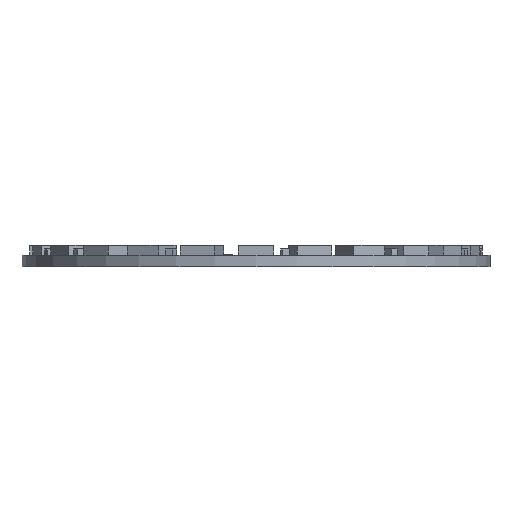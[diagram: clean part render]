
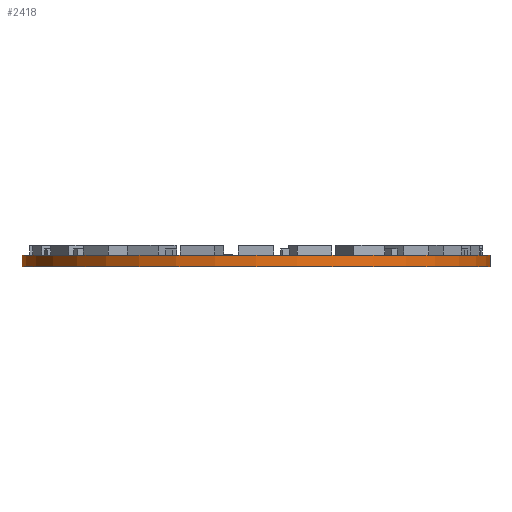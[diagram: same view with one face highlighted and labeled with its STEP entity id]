
A CAD part, front view. The second image highlights one B-rep face of the part: STEP entity #2418.
In plain terms, the highlighted cylindrical face has radius 32.766 mm (diameter 65.532 mm), a full revolution.
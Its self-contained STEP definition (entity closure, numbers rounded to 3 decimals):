
#483=FACE_OUTER_BOUND('',#584,.T.);
#584=EDGE_LOOP('',(#1934,#1935,#1936,#1937,#1938,#1939));
#842=LINE('',#4085,#958);
#958=VECTOR('',#3404,32.766);
#1152=CIRCLE('',#2761,32.766);
#1153=CIRCLE('',#2762,32.766);
#1154=CIRCLE('',#2763,32.766);
#1155=CIRCLE('',#2764,32.766);
#1314=VERTEX_POINT('',#4080);
#1315=VERTEX_POINT('',#4081);
#1316=VERTEX_POINT('',#4084);
#1317=VERTEX_POINT('',#4086);
#1578=EDGE_CURVE('',#1314,#1315,#1152,.T.);
#1579=EDGE_CURVE('',#1315,#1314,#1153,.T.);
#1580=EDGE_CURVE('',#1315,#1316,#842,.T.);
#1581=EDGE_CURVE('',#1316,#1317,#1154,.T.);
#1582=EDGE_CURVE('',#1317,#1316,#1155,.T.);
#1934=ORIENTED_EDGE('',*,*,#1578,.F.);
#1935=ORIENTED_EDGE('',*,*,#1579,.F.);
#1936=ORIENTED_EDGE('',*,*,#1580,.T.);
#1937=ORIENTED_EDGE('',*,*,#1581,.T.);
#1938=ORIENTED_EDGE('',*,*,#1582,.T.);
#1939=ORIENTED_EDGE('',*,*,#1580,.F.);
#2256=CYLINDRICAL_SURFACE('',#2760,32.766);
#2418=ADVANCED_FACE('',(#483),#2256,.T.);
#2760=AXIS2_PLACEMENT_3D('',#4079,#3398,#3399);
#2761=AXIS2_PLACEMENT_3D('',#4082,#3400,#3401);
#2762=AXIS2_PLACEMENT_3D('',#4083,#3402,#3403);
#2763=AXIS2_PLACEMENT_3D('',#4087,#3405,#3406);
#2764=AXIS2_PLACEMENT_3D('',#4088,#3407,#3408);
#3398=DIRECTION('center_axis',(0.,0.,1.));
#3399=DIRECTION('ref_axis',(-1.,0.,0.));
#3400=DIRECTION('center_axis',(0.,0.,1.));
#3401=DIRECTION('ref_axis',(-1.,0.,0.));
#3402=DIRECTION('center_axis',(0.,0.,1.));
#3403=DIRECTION('ref_axis',(-1.,0.,0.));
#3404=DIRECTION('',(0.,0.,-1.));
#3405=DIRECTION('center_axis',(0.,0.,1.));
#3406=DIRECTION('ref_axis',(-1.,0.,0.));
#3407=DIRECTION('center_axis',(0.,0.,1.));
#3408=DIRECTION('ref_axis',(-1.,0.,0.));
#4079=CARTESIAN_POINT('Origin',(0.,0.,0.));
#4080=CARTESIAN_POINT('',(0.,32.766,1.57));
#4081=CARTESIAN_POINT('',(32.766,0.,1.57));
#4082=CARTESIAN_POINT('Origin',(0.,0.,1.57));
#4083=CARTESIAN_POINT('Origin',(0.,0.,1.57));
#4084=CARTESIAN_POINT('',(32.766,0.,0.));
#4085=CARTESIAN_POINT('',(32.766,0.,0.));
#4086=CARTESIAN_POINT('',(0.,32.766,0.));
#4087=CARTESIAN_POINT('Origin',(0.,0.,0.));
#4088=CARTESIAN_POINT('Origin',(0.,0.,0.));
